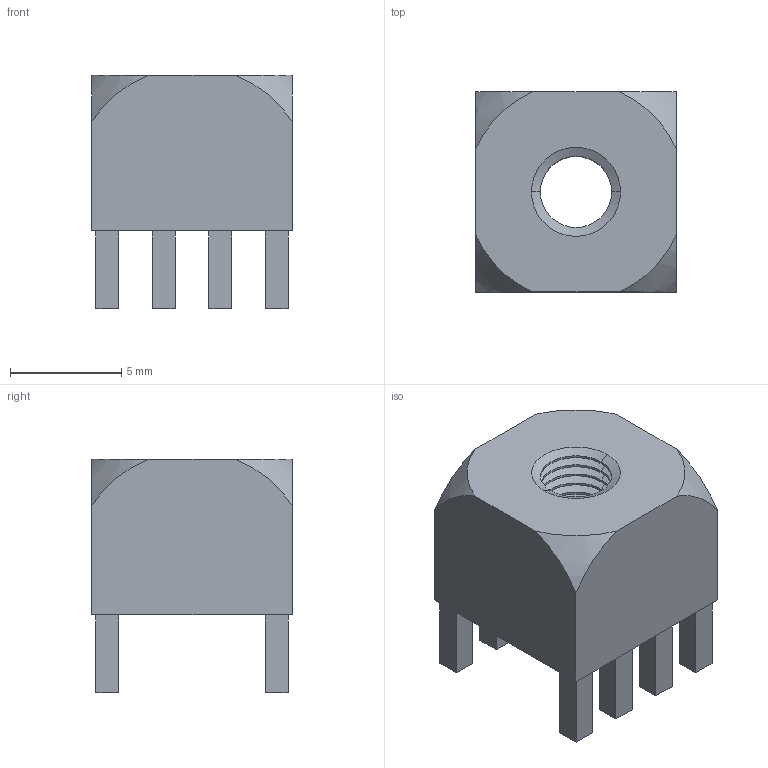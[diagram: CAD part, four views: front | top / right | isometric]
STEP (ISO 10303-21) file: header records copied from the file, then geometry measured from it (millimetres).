
FILE_DESCRIPTION((''),'2;1');
FILE_NAME('WURTH_7460307.stp','2014-10-22T11:26:51',(''),(''),'Mechanical Desktop 2011','Mechanical Desktop 2011',', , ');
FILE_SCHEMA(('AUTOMOTIVE_DESIGN { 1 2 10303 214 1 1 1 1 }'));
Length unit declared in the file: millimetre
Products named in the file (1): Product
Bounding box: 9 x 9 x 10.5 mm (x, y, z)
Volume: 553.8 mm3; surface area: 944.5 mm2
Topology: 29 solids, 29 shells, 207 faces, 420 edges, 248 vertices
Faces by surface type: plane 103, cylinder 52, cone 48, sphere 4
Entity records: 5351 total; most frequent: DIRECTION 952, CARTESIAN_POINT 876, ORIENTED_EDGE 840, EDGE_CURVE 420, AXIS2_PLACEMENT_3D 324, VECTOR 304, LINE 304, VERTEX_POINT 248
